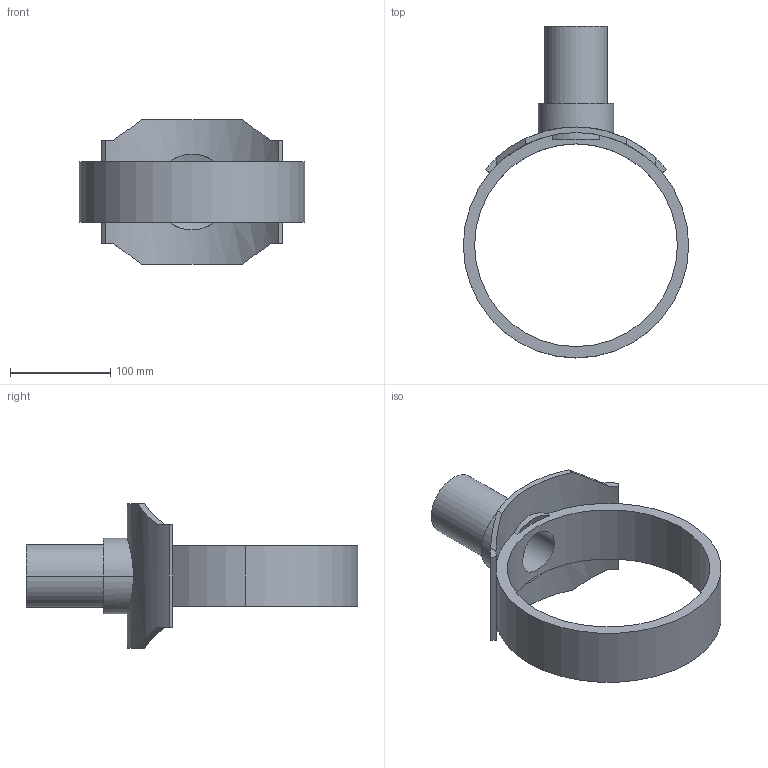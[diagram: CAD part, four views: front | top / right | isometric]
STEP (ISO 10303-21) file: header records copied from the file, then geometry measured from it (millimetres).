
FILE_DESCRIPTION( ( '' ), '1' );
FILE_NAME( 'AGRU_70288226311_PE_100-RC_schwarz_Stutzenschelle_225_63_SDR11_ISO_S-5_05.stp', '2017-12-12T10:51:37', ( '' ), ( '' ), ' ', ' ', ' ' );
FILE_SCHEMA( ( 'automotive_design' ) );
Length unit declared in the file: millimetre
Products named in the file (1): 1
Bounding box: 225 x 331.5 x 144 mm (x, y, z)
Volume: 769631.1 mm3; surface area: 163808.3 mm2
Topology: 1 solids, 1 shells, 34 faces, 86 edges, 56 vertices
Faces by surface type: cylinder 16, plane 16, sphere 2
Entity records: 2348 total; most frequent: CARTESIAN_POINT 479, DIRECTION 196, STYLED_ITEM 177, PRESENTATION_STYLE_ASSIGNMENT 177, COLOUR_RGB 177, ORIENTED_EDGE 172, EDGE_CURVE 86, CURVE_STYLE 86
